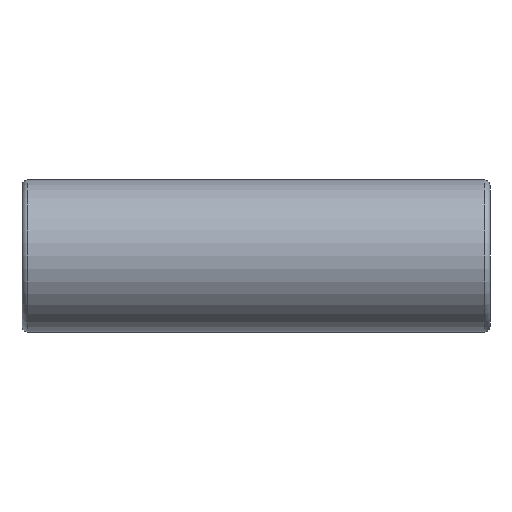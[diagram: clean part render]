
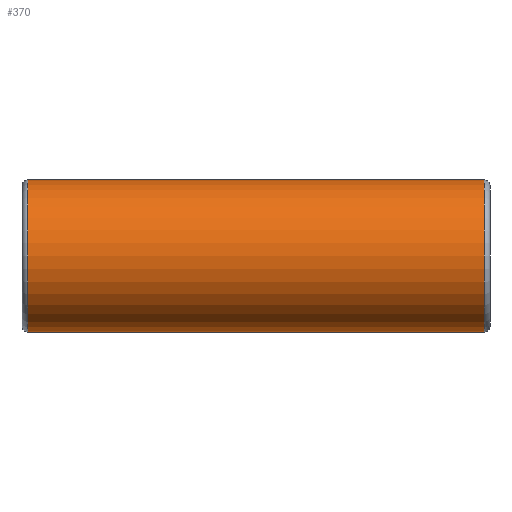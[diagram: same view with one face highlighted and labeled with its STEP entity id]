
A CAD part, left-side view. The second image highlights one B-rep face of the part: STEP entity #370.
In plain terms, the highlighted cylindrical face has radius 6.5 mm (diameter 13 mm), a partial arc.
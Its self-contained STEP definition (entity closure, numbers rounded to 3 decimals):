
#13 = LINE ( 'NONE', #106, #196 ) ;
#21 = VECTOR ( 'NONE', #224, 1000. ) ;
#24 = DIRECTION ( 'NONE',  ( 0., 0., 1. ) ) ;
#29 = EDGE_CURVE ( 'NONE', #354, #48, #229, .T. ) ;
#48 = VERTEX_POINT ( 'NONE', #327 ) ;
#54 = AXIS2_PLACEMENT_3D ( 'NONE', #387, #72, #205 ) ;
#72 = DIRECTION ( 'NONE',  ( 0., -1., 0. ) ) ;
#106 = CARTESIAN_POINT ( 'NONE',  ( 0., 20., -6.5 ) ) ;
#124 = CARTESIAN_POINT ( 'NONE',  ( 0., -19.5, -6.5 ) ) ;
#125 = ORIENTED_EDGE ( 'NONE', *, *, #29, .T. ) ;
#144 = EDGE_CURVE ( 'NONE', #295, #386, #188, .T. ) ;
#146 = FACE_OUTER_BOUND ( 'NONE', #325, .T. ) ;
#169 = DIRECTION ( 'NONE',  ( 0., -1., 0. ) ) ;
#187 = CARTESIAN_POINT ( 'NONE',  ( 0., -19.5, 0. ) ) ;
#188 = CIRCLE ( 'NONE', #307, 6.5 ) ;
#194 = CARTESIAN_POINT ( 'NONE',  ( 0., 20., 6.5 ) ) ;
#196 = VECTOR ( 'NONE', #396, 1000. ) ;
#201 = CARTESIAN_POINT ( 'NONE',  ( 0., 20., 0. ) ) ;
#205 = DIRECTION ( 'NONE',  ( 0., 0., 1. ) ) ;
#209 = ORIENTED_EDGE ( 'NONE', *, *, #276, .F. ) ;
#223 = ORIENTED_EDGE ( 'NONE', *, *, #144, .T. ) ;
#224 = DIRECTION ( 'NONE',  ( 0., -1., 0. ) ) ;
#229 = CIRCLE ( 'NONE', #54, 6.5 ) ;
#241 = CYLINDRICAL_SURFACE ( 'NONE', #334, 6.5 ) ;
#276 = EDGE_CURVE ( 'NONE', #354, #386, #351, .T. ) ;
#295 = VERTEX_POINT ( 'NONE', #124 ) ;
#300 = DIRECTION ( 'NONE',  ( 0., 0., -1. ) ) ;
#307 = AXIS2_PLACEMENT_3D ( 'NONE', #187, #400, #24 ) ;
#325 = EDGE_LOOP ( 'NONE', ( #209, #125, #330, #223 ) ) ;
#327 = CARTESIAN_POINT ( 'NONE',  ( 0., 19.5, -6.5 ) ) ;
#330 = ORIENTED_EDGE ( 'NONE', *, *, #406, .T. ) ;
#334 = AXIS2_PLACEMENT_3D ( 'NONE', #201, #169, #300 ) ;
#351 = LINE ( 'NONE', #194, #21 ) ;
#354 = VERTEX_POINT ( 'NONE', #393 ) ;
#360 = CARTESIAN_POINT ( 'NONE',  ( 0., -19.5, 6.5 ) ) ;
#370 = ADVANCED_FACE ( 'NONE', ( #146 ), #241, .T. ) ;
#386 = VERTEX_POINT ( 'NONE', #360 ) ;
#387 = CARTESIAN_POINT ( 'NONE',  ( 0., 19.5, 0. ) ) ;
#393 = CARTESIAN_POINT ( 'NONE',  ( 0., 19.5, 6.5 ) ) ;
#396 = DIRECTION ( 'NONE',  ( 0., -1., 0. ) ) ;
#400 = DIRECTION ( 'NONE',  ( 0., 1., 0. ) ) ;
#406 = EDGE_CURVE ( 'NONE', #48, #295, #13, .T. ) ;
